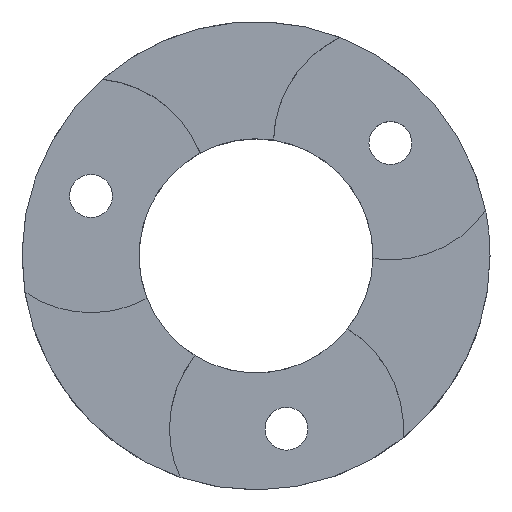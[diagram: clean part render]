
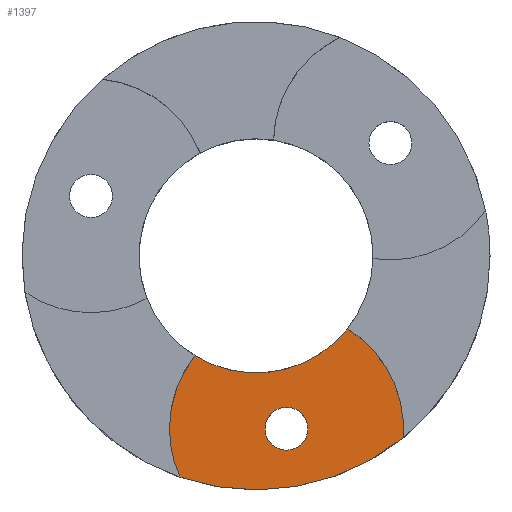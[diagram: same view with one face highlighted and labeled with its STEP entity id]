
A CAD part, top view. The second image highlights one B-rep face of the part: STEP entity #1397.
In plain terms, the highlighted face is planar.
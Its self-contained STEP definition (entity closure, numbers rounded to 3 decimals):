
#89 = CYLINDRICAL_SURFACE('',#90,6.);
#90 = AXIS2_PLACEMENT_3D('',#91,#92,#93);
#91 = CARTESIAN_POINT('',(0.,0.,0.));
#92 = DIRECTION('',(0.,1.,0.));
#93 = DIRECTION('',(1.,0.,0.));
#122 = CYLINDRICAL_SURFACE('',#123,6.);
#123 = AXIS2_PLACEMENT_3D('',#124,#125,#126);
#124 = CARTESIAN_POINT('',(1.563,8.5,8.863));
#125 = DIRECTION('',(0.,1.,0.));
#126 = DIRECTION('',(-1.,0.,0.));
#151 = CYLINDRICAL_SURFACE('',#152,12.);
#152 = AXIS2_PLACEMENT_3D('',#153,#154,#155);
#153 = CARTESIAN_POINT('',(0.,8.5,0.));
#154 = DIRECTION('',(0.,-1.,0.));
#155 = DIRECTION('',(1.,0.,0.));
#290 = VERTEX_POINT('',#291);
#291 = CARTESIAN_POINT('',(7.545,2.2,9.332));
#310 = EDGE_CURVE('',#290,#311,#313,.T.);
#311 = VERTEX_POINT('',#312);
#312 = CARTESIAN_POINT('',(-3.898,2.2,11.349));
#313 = SURFACE_CURVE('',#314,(#319,#326),.PCURVE_S1.);
#314 = CIRCLE('',#315,12.);
#315 = AXIS2_PLACEMENT_3D('',#316,#317,#318);
#316 = CARTESIAN_POINT('',(0.,2.2,0.));
#317 = DIRECTION('',(0.,-1.,0.));
#318 = DIRECTION('',(1.,0.,0.));
#319 = PCURVE('',#151,#320);
#320 = DEFINITIONAL_REPRESENTATION('',(#321),#325);
#321 = LINE('',#322,#323);
#322 = CARTESIAN_POINT('',(0.,6.3));
#323 = VECTOR('',#324,1.);
#324 = DIRECTION('',(1.,0.));
#325 = ( GEOMETRIC_REPRESENTATION_CONTEXT(2) 
PARAMETRIC_REPRESENTATION_CONTEXT() REPRESENTATION_CONTEXT('2D SPACE',''
  ) );
#326 = PCURVE('',#327,#332);
#327 = PLANE('',#328);
#328 = AXIS2_PLACEMENT_3D('',#329,#330,#331);
#329 = CARTESIAN_POINT('',(-4.437,2.2,8.863));
#330 = DIRECTION('',(0.,-1.,0.));
#331 = DIRECTION('',(0.,0.,1.));
#332 = DEFINITIONAL_REPRESENTATION('',(#333),#337);
#333 = CIRCLE('',#334,12.);
#334 = AXIS2_PLACEMENT_2D('',#335,#336);
#335 = CARTESIAN_POINT('',(-8.863,-4.437));
#336 = DIRECTION('',(0.,-1.));
#337 = ( GEOMETRIC_REPRESENTATION_CONTEXT(2) 
PARAMETRIC_REPRESENTATION_CONTEXT() REPRESENTATION_CONTEXT('2D SPACE',''
  ) );
#354 = CYLINDRICAL_SURFACE('',#355,6.);
#355 = AXIS2_PLACEMENT_3D('',#356,#357,#358);
#356 = CARTESIAN_POINT('',(1.563,8.5,8.863));
#357 = DIRECTION('',(0.,1.,0.));
#358 = DIRECTION('',(-1.,0.,0.));
#591 = EDGE_CURVE('',#290,#592,#594,.T.);
#592 = VERTEX_POINT('',#593);
#593 = CARTESIAN_POINT('',(4.69,2.2,3.742));
#594 = SURFACE_CURVE('',#595,(#600,#607),.PCURVE_S1.);
#595 = CIRCLE('',#596,6.);
#596 = AXIS2_PLACEMENT_3D('',#597,#598,#599);
#597 = CARTESIAN_POINT('',(1.563,2.2,8.863));
#598 = DIRECTION('',(0.,1.,0.));
#599 = DIRECTION('',(-1.,0.,0.));
#600 = PCURVE('',#122,#601);
#601 = DEFINITIONAL_REPRESENTATION('',(#602),#606);
#602 = LINE('',#603,#604);
#603 = CARTESIAN_POINT('',(0.,-6.3));
#604 = VECTOR('',#605,1.);
#605 = DIRECTION('',(1.,0.));
#606 = ( GEOMETRIC_REPRESENTATION_CONTEXT(2) 
PARAMETRIC_REPRESENTATION_CONTEXT() REPRESENTATION_CONTEXT('2D SPACE',''
  ) );
#607 = PCURVE('',#327,#608);
#608 = DEFINITIONAL_REPRESENTATION('',(#609),#617);
#609 = ( BOUNDED_CURVE() B_SPLINE_CURVE(2,(#610,#611,#612,#613,#614,#615
,#616),.UNSPECIFIED.,.F.,.F.) B_SPLINE_CURVE_WITH_KNOTS((1,2,2,2,2,1),(
    -2.094,0.,2.094,4.189,6.283,
8.378),.UNSPECIFIED.) CURVE() GEOMETRIC_REPRESENTATION_ITEM() 
RATIONAL_B_SPLINE_CURVE((1.,0.5,1.,0.5,1.,0.5,1.)) REPRESENTATION_ITEM(
  '') );
#610 = CARTESIAN_POINT('',(0.,0.));
#611 = CARTESIAN_POINT('',(10.392,0.));
#612 = CARTESIAN_POINT('',(5.196,-9.));
#613 = CARTESIAN_POINT('',(0.,-18.));
#614 = CARTESIAN_POINT('',(-5.196,-9.));
#615 = CARTESIAN_POINT('',(-10.392,0.));
#616 = CARTESIAN_POINT('',(0.,0.));
#617 = ( GEOMETRIC_REPRESENTATION_CONTEXT(2) 
PARAMETRIC_REPRESENTATION_CONTEXT() REPRESENTATION_CONTEXT('2D SPACE',''
  ) );
#853 = VERTEX_POINT('',#854);
#854 = CARTESIAN_POINT('',(-3.127,2.2,5.121));
#867 = CYLINDRICAL_SURFACE('',#868,6.);
#868 = AXIS2_PLACEMENT_3D('',#869,#870,#871);
#869 = CARTESIAN_POINT('',(1.563,8.5,8.863));
#870 = DIRECTION('',(0.,1.,0.));
#871 = DIRECTION('',(-1.,0.,0.));
#878 = EDGE_CURVE('',#853,#592,#879,.T.);
#879 = SURFACE_CURVE('',#880,(#885,#892),.PCURVE_S1.);
#880 = CIRCLE('',#881,6.);
#881 = AXIS2_PLACEMENT_3D('',#882,#883,#884);
#882 = CARTESIAN_POINT('',(0.,2.2,0.));
#883 = DIRECTION('',(0.,1.,0.));
#884 = DIRECTION('',(1.,0.,0.));
#885 = PCURVE('',#89,#886);
#886 = DEFINITIONAL_REPRESENTATION('',(#887),#891);
#887 = LINE('',#888,#889);
#888 = CARTESIAN_POINT('',(-6.283,2.2));
#889 = VECTOR('',#890,1.);
#890 = DIRECTION('',(1.,-0.));
#891 = ( GEOMETRIC_REPRESENTATION_CONTEXT(2) 
PARAMETRIC_REPRESENTATION_CONTEXT() REPRESENTATION_CONTEXT('2D SPACE',''
  ) );
#892 = PCURVE('',#327,#893);
#893 = DEFINITIONAL_REPRESENTATION('',(#894),#902);
#894 = ( BOUNDED_CURVE() B_SPLINE_CURVE(2,(#895,#896,#897,#898,#899,#900
,#901),.UNSPECIFIED.,.F.,.F.) B_SPLINE_CURVE_WITH_KNOTS((1,2,2,2,2,1),(
    -2.094,0.,2.094,4.189,6.283,
8.378),.UNSPECIFIED.) CURVE() GEOMETRIC_REPRESENTATION_ITEM() 
RATIONAL_B_SPLINE_CURVE((1.,0.5,1.,0.5,1.,0.5,1.)) REPRESENTATION_ITEM(
  '') );
#895 = CARTESIAN_POINT('',(-8.863,-10.437));
#896 = CARTESIAN_POINT('',(-19.256,-10.437));
#897 = CARTESIAN_POINT('',(-14.059,-1.437));
#898 = CARTESIAN_POINT('',(-8.863,7.563));
#899 = CARTESIAN_POINT('',(-3.667,-1.437));
#900 = CARTESIAN_POINT('',(1.529,-10.437));
#901 = CARTESIAN_POINT('',(-8.863,-10.437));
#902 = ( GEOMETRIC_REPRESENTATION_CONTEXT(2) 
PARAMETRIC_REPRESENTATION_CONTEXT() REPRESENTATION_CONTEXT('2D SPACE',''
  ) );
#1349 = VERTEX_POINT('',#1350);
#1350 = CARTESIAN_POINT('',(-4.437,2.2,8.863));
#1371 = EDGE_CURVE('',#1349,#311,#1372,.T.);
#1372 = SURFACE_CURVE('',#1373,(#1378,#1385),.PCURVE_S1.);
#1373 = CIRCLE('',#1374,6.);
#1374 = AXIS2_PLACEMENT_3D('',#1375,#1376,#1377);
#1375 = CARTESIAN_POINT('',(1.563,2.2,8.863));
#1376 = DIRECTION('',(0.,1.,0.));
#1377 = DIRECTION('',(-1.,0.,0.));
#1378 = PCURVE('',#354,#1379);
#1379 = DEFINITIONAL_REPRESENTATION('',(#1380),#1384);
#1380 = LINE('',#1381,#1382);
#1381 = CARTESIAN_POINT('',(0.,-6.3));
#1382 = VECTOR('',#1383,1.);
#1383 = DIRECTION('',(1.,0.));
#1384 = ( GEOMETRIC_REPRESENTATION_CONTEXT(2) 
PARAMETRIC_REPRESENTATION_CONTEXT() REPRESENTATION_CONTEXT('2D SPACE',''
  ) );
#1385 = PCURVE('',#327,#1386);
#1386 = DEFINITIONAL_REPRESENTATION('',(#1387),#1395);
#1387 = ( BOUNDED_CURVE() B_SPLINE_CURVE(2,(#1388,#1389,#1390,#1391,
#1392,#1393,#1394),.UNSPECIFIED.,.F.,.F.) B_SPLINE_CURVE_WITH_KNOTS((1,2
    ,2,2,2,1),(-2.094,0.,2.094,4.189,
6.283,8.378),.UNSPECIFIED.) CURVE() 
GEOMETRIC_REPRESENTATION_ITEM() RATIONAL_B_SPLINE_CURVE((1.,0.5,1.,0.5,
1.,0.5,1.)) REPRESENTATION_ITEM('') );
#1388 = CARTESIAN_POINT('',(0.,0.));
#1389 = CARTESIAN_POINT('',(10.392,0.));
#1390 = CARTESIAN_POINT('',(5.196,-9.));
#1391 = CARTESIAN_POINT('',(0.,-18.));
#1392 = CARTESIAN_POINT('',(-5.196,-9.));
#1393 = CARTESIAN_POINT('',(-10.392,0.));
#1394 = CARTESIAN_POINT('',(0.,0.));
#1395 = ( GEOMETRIC_REPRESENTATION_CONTEXT(2) 
PARAMETRIC_REPRESENTATION_CONTEXT() REPRESENTATION_CONTEXT('2D SPACE',''
  ) );
#1397 = ADVANCED_FACE('',(#1398,#1430),#327,.F.);
#1398 = FACE_BOUND('',#1399,.F.);
#1399 = EDGE_LOOP('',(#1400,#1401,#1427,#1428,#1429));
#1400 = ORIENTED_EDGE('',*,*,#1371,.F.);
#1401 = ORIENTED_EDGE('',*,*,#1402,.F.);
#1402 = EDGE_CURVE('',#853,#1349,#1403,.T.);
#1403 = SURFACE_CURVE('',#1404,(#1409,#1420),.PCURVE_S1.);
#1404 = CIRCLE('',#1405,6.);
#1405 = AXIS2_PLACEMENT_3D('',#1406,#1407,#1408);
#1406 = CARTESIAN_POINT('',(1.563,2.2,8.863));
#1407 = DIRECTION('',(0.,1.,0.));
#1408 = DIRECTION('',(-1.,0.,0.));
#1409 = PCURVE('',#327,#1410);
#1410 = DEFINITIONAL_REPRESENTATION('',(#1411),#1419);
#1411 = ( BOUNDED_CURVE() B_SPLINE_CURVE(2,(#1412,#1413,#1414,#1415,
#1416,#1417,#1418),.UNSPECIFIED.,.F.,.F.) B_SPLINE_CURVE_WITH_KNOTS((1,2
    ,2,2,2,1),(-2.094,0.,2.094,4.189,
6.283,8.378),.UNSPECIFIED.) CURVE() 
GEOMETRIC_REPRESENTATION_ITEM() RATIONAL_B_SPLINE_CURVE((1.,0.5,1.,0.5,
1.,0.5,1.)) REPRESENTATION_ITEM('') );
#1412 = CARTESIAN_POINT('',(0.,0.));
#1413 = CARTESIAN_POINT('',(10.392,0.));
#1414 = CARTESIAN_POINT('',(5.196,-9.));
#1415 = CARTESIAN_POINT('',(0.,-18.));
#1416 = CARTESIAN_POINT('',(-5.196,-9.));
#1417 = CARTESIAN_POINT('',(-10.392,0.));
#1418 = CARTESIAN_POINT('',(0.,0.));
#1419 = ( GEOMETRIC_REPRESENTATION_CONTEXT(2) 
PARAMETRIC_REPRESENTATION_CONTEXT() REPRESENTATION_CONTEXT('2D SPACE',''
  ) );
#1420 = PCURVE('',#867,#1421);
#1421 = DEFINITIONAL_REPRESENTATION('',(#1422),#1426);
#1422 = LINE('',#1423,#1424);
#1423 = CARTESIAN_POINT('',(0.,-6.3));
#1424 = VECTOR('',#1425,1.);
#1425 = DIRECTION('',(1.,0.));
#1426 = ( GEOMETRIC_REPRESENTATION_CONTEXT(2) 
PARAMETRIC_REPRESENTATION_CONTEXT() REPRESENTATION_CONTEXT('2D SPACE',''
  ) );
#1427 = ORIENTED_EDGE('',*,*,#878,.T.);
#1428 = ORIENTED_EDGE('',*,*,#591,.F.);
#1429 = ORIENTED_EDGE('',*,*,#310,.T.);
#1430 = FACE_BOUND('',#1431,.F.);
#1431 = EDGE_LOOP('',(#1432));
#1432 = ORIENTED_EDGE('',*,*,#1433,.F.);
#1433 = EDGE_CURVE('',#1434,#1434,#1436,.T.);
#1434 = VERTEX_POINT('',#1435);
#1435 = CARTESIAN_POINT('',(2.663,2.2,8.863));
#1436 = SURFACE_CURVE('',#1437,(#1442,#1449),.PCURVE_S1.);
#1437 = CIRCLE('',#1438,1.1);
#1438 = AXIS2_PLACEMENT_3D('',#1439,#1440,#1441);
#1439 = CARTESIAN_POINT('',(1.563,2.2,8.863));
#1440 = DIRECTION('',(0.,-1.,0.));
#1441 = DIRECTION('',(1.,0.,0.));
#1442 = PCURVE('',#327,#1443);
#1443 = DEFINITIONAL_REPRESENTATION('',(#1444),#1448);
#1444 = CIRCLE('',#1445,1.1);
#1445 = AXIS2_PLACEMENT_2D('',#1446,#1447);
#1446 = CARTESIAN_POINT('',(0.,-6.));
#1447 = DIRECTION('',(0.,-1.));
#1448 = ( GEOMETRIC_REPRESENTATION_CONTEXT(2) 
PARAMETRIC_REPRESENTATION_CONTEXT() REPRESENTATION_CONTEXT('2D SPACE',''
  ) );
#1449 = PCURVE('',#1450,#1455);
#1450 = CYLINDRICAL_SURFACE('',#1451,1.1);
#1451 = AXIS2_PLACEMENT_3D('',#1452,#1453,#1454);
#1452 = CARTESIAN_POINT('',(1.563,0.,
    8.863));
#1453 = DIRECTION('',(0.,-1.,0.));
#1454 = DIRECTION('',(1.,0.,0.));
#1455 = DEFINITIONAL_REPRESENTATION('',(#1456),#1460);
#1456 = LINE('',#1457,#1458);
#1457 = CARTESIAN_POINT('',(0.,-2.2));
#1458 = VECTOR('',#1459,1.);
#1459 = DIRECTION('',(1.,0.));
#1460 = ( GEOMETRIC_REPRESENTATION_CONTEXT(2) 
PARAMETRIC_REPRESENTATION_CONTEXT() REPRESENTATION_CONTEXT('2D SPACE',''
  ) );
